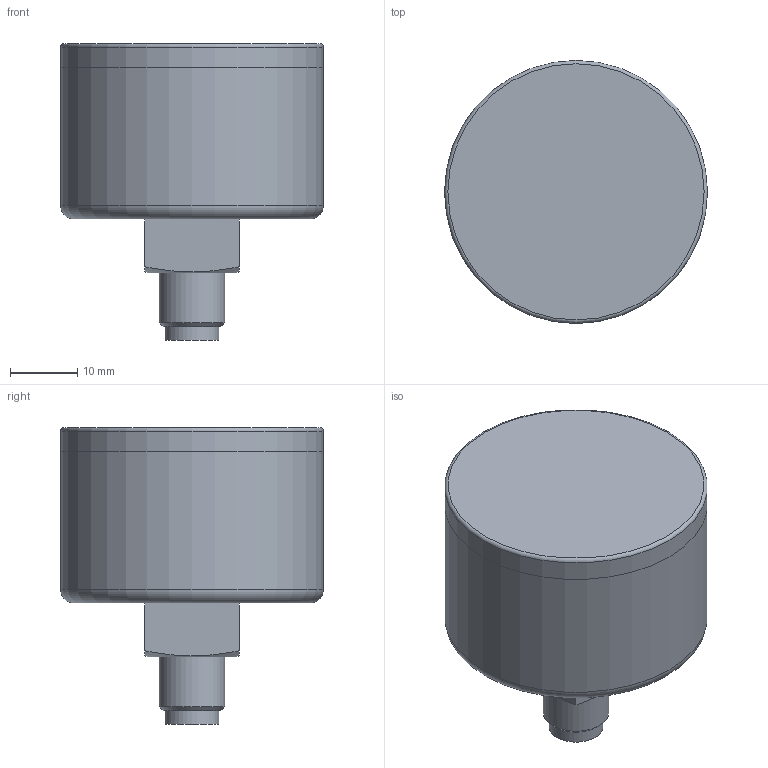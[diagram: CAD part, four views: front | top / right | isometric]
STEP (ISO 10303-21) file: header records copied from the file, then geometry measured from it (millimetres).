
FILE_DESCRIPTION( ( 'STEP AP214' ), ' ' );
FILE_NAME( '9.3700.00.014 .stp', '2017-01-20T09:11:15', ( '' ), ( '' ), ' ', 'PARTsolutions', ' ' );
FILE_SCHEMA( ( 'AUTOMOTIVE_DESIGN { 1 0 10303 214 1 1 1 1 }' ) );
Length unit declared in the file: millimetre
Products named in the file (3): 9.3700.00.014 ; _Mano G 40; _Cover G 40
Assembly tree (2 placements, depth 2):
  9.3700.00.014 
    _Mano G 40
    _Cover G 40
Bounding box: 39 x 39 x 44 mm (x, y, z)
Volume: 32731.2 mm3; surface area: 8621.4 mm2
Topology: 2 solids, 2 shells, 29 faces, 58 edges, 38 vertices
Faces by surface type: plane 18, cylinder 7, cone 2, torus 2
Full cylindrical faces by diameter (mm): 8 x1, 9.728 x1, 35 x1, 39 x2
Entity records: 1005 total; most frequent: CARTESIAN_POINT 151, DIRECTION 125, ORIENTED_EDGE 94, AXIS2_PLACEMENT_3D 50, EDGE_CURVE 47, EDGE_LOOP 43, FACE_OUTER_BOUND 36, VERTEX_POINT 36
